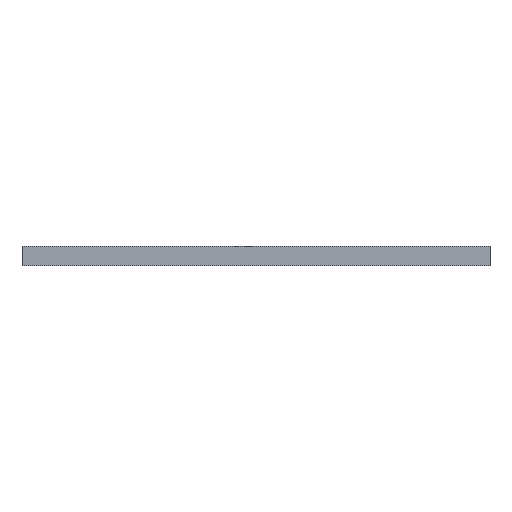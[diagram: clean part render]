
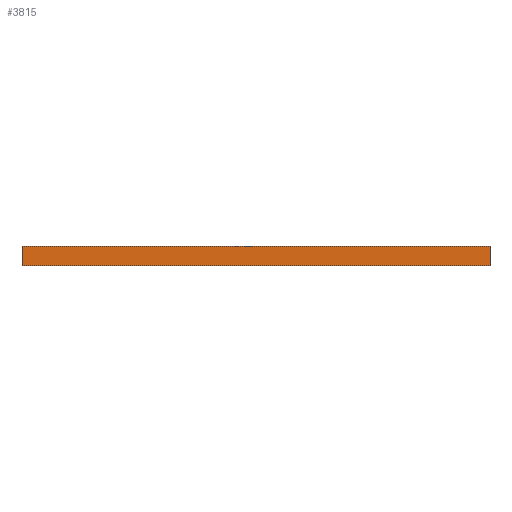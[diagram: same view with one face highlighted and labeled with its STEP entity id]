
A CAD part, front view. The second image highlights one B-rep face of the part: STEP entity #3815.
In plain terms, the highlighted planar face has unit normal (0, -1, 0).
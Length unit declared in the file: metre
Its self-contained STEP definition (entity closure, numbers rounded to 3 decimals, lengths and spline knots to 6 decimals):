
#207=LINE('',#5316,#675);
#352=LINE('',#5719,#820);
#500=LINE('',#6283,#968);
#505=LINE('',#6305,#973);
#675=VECTOR('',#4294,1.);
#820=VECTOR('',#4549,1.);
#968=VECTOR('',#4855,1.);
#973=VECTOR('',#4866,1.);
#1758=ORIENTED_EDGE('',*,*,#2672,.T.);
#1759=ORIENTED_EDGE('',*,*,#2299,.F.);
#1760=ORIENTED_EDGE('',*,*,#2677,.F.);
#1761=ORIENTED_EDGE('',*,*,#2494,.F.);
#2299=EDGE_CURVE('',#2867,#2868,#207,.T.);
#2494=EDGE_CURVE('',#3056,#3057,#352,.T.);
#2672=EDGE_CURVE('',#3056,#2868,#500,.T.);
#2677=EDGE_CURVE('',#3057,#2867,#505,.T.);
#2867=VERTEX_POINT('',#5315);
#2868=VERTEX_POINT('',#5317);
#3056=VERTEX_POINT('',#5718);
#3057=VERTEX_POINT('',#5720);
#3271=EDGE_LOOP('',(#1758,#1759,#1760,#1761));
#3479=FACE_BOUND('',#3271,.T.);
#3655=PLANE('',#4102);
#3815=ADVANCED_FACE('',(#3479),#3655,.T.);
#4102=AXIS2_PLACEMENT_3D('',#6304,#4864,#4865);
#4294=DIRECTION('',(-1.,0.,0.));
#4549=DIRECTION('',(1.,0.,0.));
#4855=DIRECTION('',(0.,0.,-1.));
#4864=DIRECTION('',(0.,-1.,0.));
#4865=DIRECTION('',(0.,0.,-1.));
#4866=DIRECTION('',(0.,0.,-1.));
#5315=CARTESIAN_POINT('',(0.0365,-0.062,0.));
#5316=CARTESIAN_POINT('',(-0.0385,-0.062,0.));
#5317=CARTESIAN_POINT('',(-0.0365,-0.062,0.));
#5718=CARTESIAN_POINT('',(-0.0365,-0.062,0.003));
#5719=CARTESIAN_POINT('',(-0.035,-0.062,0.003));
#5720=CARTESIAN_POINT('',(0.0365,-0.062,0.003));
#6283=CARTESIAN_POINT('',(-0.0365,-0.062,0.003));
#6304=CARTESIAN_POINT('',(-0.0385,-0.062,0.164767));
#6305=CARTESIAN_POINT('',(0.0365,-0.062,0.003));
